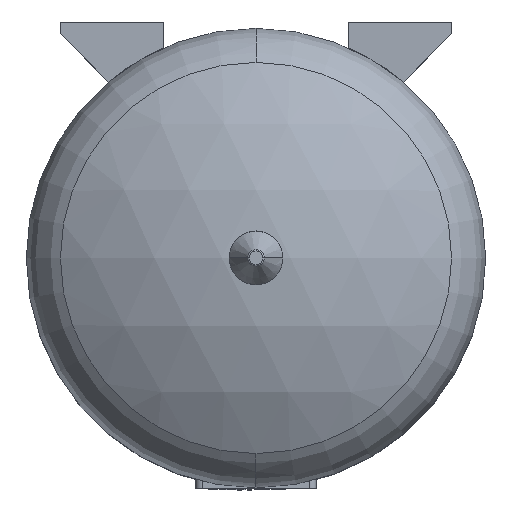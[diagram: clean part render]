
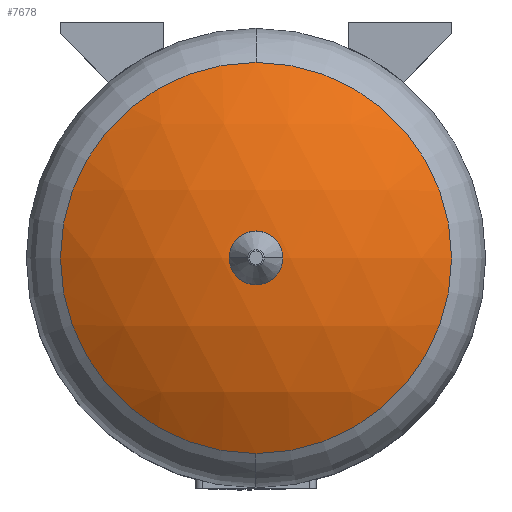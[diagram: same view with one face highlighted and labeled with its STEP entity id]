
A CAD part, top view. The second image highlights one B-rep face of the part: STEP entity #7678.
In plain terms, the highlighted spherical face has radius 284 mm.
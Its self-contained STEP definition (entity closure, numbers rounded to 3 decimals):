
#7617=CARTESIAN_POINT('',(0.,150.719,387.707));
#7618=VERTEX_POINT('',#7617);
#7634=CARTESIAN_POINT('',(0.,-150.719,387.707));
#7635=VERTEX_POINT('',#7634);
#7643=CARTESIAN_POINT('',(-150.719,0.,387.707));
#7644=VERTEX_POINT('',#7643);
#7645=CARTESIAN_POINT('',(0.,0.,387.707));
#7646=DIRECTION('',(0.0,0.0,-1.0));
#7647=DIRECTION('',(-1.0,0.0,0.0));
#7648=AXIS2_PLACEMENT_3D('',#7645,#7646,#7647);
#7649=CIRCLE('',#7648,150.719);
#7650=EDGE_CURVE('',#7635,#7644,#7649,.T.);
#7652=CARTESIAN_POINT('',(0.,0.,387.707));
#7653=DIRECTION('',(0.0,0.0,-1.0));
#7654=DIRECTION('',(-1.0,0.0,0.0));
#7655=AXIS2_PLACEMENT_3D('',#7652,#7653,#7654);
#7656=CIRCLE('',#7655,150.719);
#7657=EDGE_CURVE('',#7644,#7618,#7656,.T.);
#7662=CARTESIAN_POINT('',(0.,0.,147.));
#7663=DIRECTION('',(0.0,1.0,0.0));
#7664=DIRECTION('',(1.0,0.0,0.0));
#7665=AXIS2_PLACEMENT_3D('',#7662,#7663,#7664);
#7666=SPHERICAL_SURFACE('',#7665,284.0);
#7667=ORIENTED_EDGE('',*,*,#7657,.F.);
#7668=ORIENTED_EDGE('',*,*,#7650,.F.);
#7669=CARTESIAN_POINT('',(0.,0.,387.707));
#7670=DIRECTION('',(0.0,0.0,-1.0));
#7671=DIRECTION('',(-1.0,0.0,0.0));
#7672=AXIS2_PLACEMENT_3D('',#7669,#7670,#7671);
#7673=CIRCLE('',#7672,150.719);
#7674=EDGE_CURVE('',#7618,#7635,#7673,.T.);
#7675=ORIENTED_EDGE('',*,*,#7674,.F.);
#7676=EDGE_LOOP('',(#7667,#7668,#7675));
#7677=FACE_OUTER_BOUND('',#7676,.T.);
#7678=ADVANCED_FACE('',(#7677),#7666,.T.);
